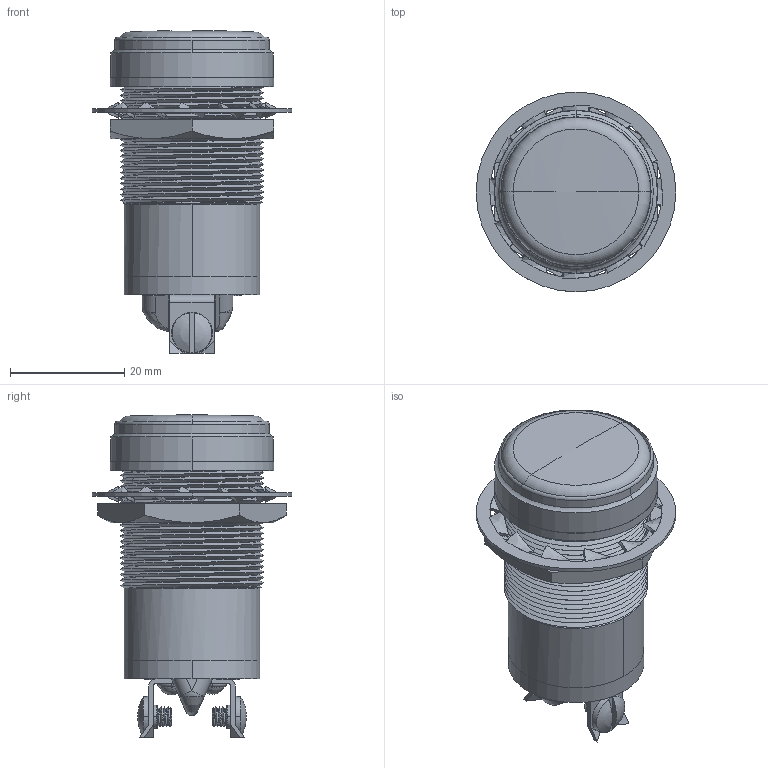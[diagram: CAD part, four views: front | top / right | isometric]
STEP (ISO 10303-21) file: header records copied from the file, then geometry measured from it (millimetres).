
FILE_DESCRIPTION((''),'2;1');
FILE_NAME('5561XXX324F_SW0001','2021-07-27T15:53:23',('laresjg'),(''),'CREO PARAMETRIC BY PTC INC, 2019080','CREO PARAMETRIC BY PTC INC, 2019080','');
FILE_SCHEMA(('CONFIG_CONTROL_DESIGN'));
Length unit declared in the file: inch
Products named in the file (1): 5561XXX324F_SW0001
Bounding box: 34.92 x 34.92 x 56.46 mm (x, y, z)
Surface area: 10202 mm2 (no closed solid volume)
Topology: 0 solids, 17 shells, 357 faces, 995 edges, 651 vertices
Faces by surface type: cylinder 124, bspline 101, plane 91, cone 15, torus 14, sphere 12
Entity records: 23167 total; most frequent: CARTESIAN_POINT 15044, ORIENTED_EDGE 1901, DIRECTION 1271, EDGE_CURVE 984, VERTEX_POINT 651, AXIS2_PLACEMENT_3D 448, B_SPLINE_CURVE_WITH_KNOTS 417, EDGE_LOOP 379
